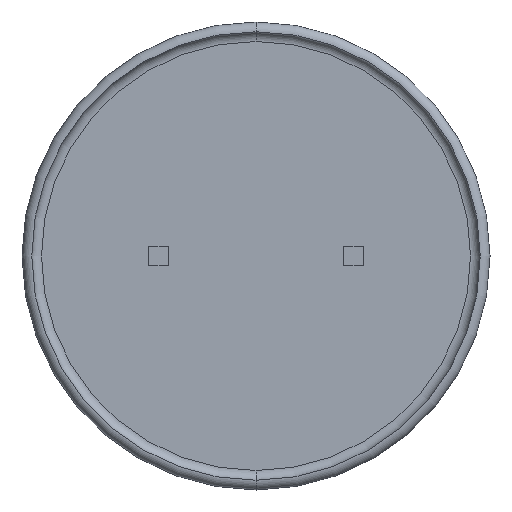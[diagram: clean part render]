
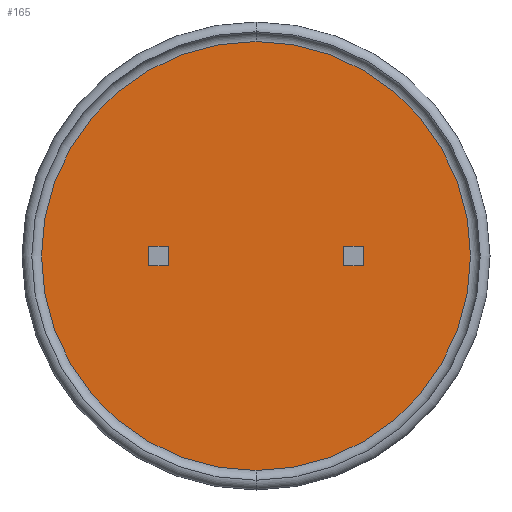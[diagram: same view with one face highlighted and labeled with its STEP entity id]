
A CAD part, front view. The second image highlights one B-rep face of the part: STEP entity #165.
In plain terms, the highlighted planar face has unit normal (0, -1, 0).
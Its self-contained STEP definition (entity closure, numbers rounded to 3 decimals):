
#32 = EDGE_LOOP ( 'NONE', ( #400, #471 ) ) ;
#34 = DIRECTION ( 'NONE',  ( 0., 0., -1. ) ) ;
#37 = DIRECTION ( 'NONE',  ( 0., 0., 1. ) ) ;
#58 = EDGE_CURVE ( 'NONE', #322, #314, #1047, .T. ) ;
#65 = DIRECTION ( 'NONE',  ( 0., 0., 1. ) ) ;
#87 = CARTESIAN_POINT ( 'NONE',  ( 0., -8.75, 0. ) ) ;
#98 = CARTESIAN_POINT ( 'NONE',  ( 2.25, -8.75, -0.25 ) ) ;
#106 = CARTESIAN_POINT ( 'NONE',  ( -2.75, -8.75, 0.25 ) ) ;
#113 = VECTOR ( 'NONE', #986, 1000. ) ;
#136 = CARTESIAN_POINT ( 'NONE',  ( -2.25, -8.75, 0.25 ) ) ;
#151 = EDGE_LOOP ( 'NONE', ( #751, #243, #1127, #264 ) ) ;
#165 = ADVANCED_FACE ( 'NONE', ( #173, #738, #1097 ), #634, .T. ) ;
#173 = FACE_OUTER_BOUND ( 'NONE', #32, .T. ) ;
#181 = CARTESIAN_POINT ( 'NONE',  ( 0., -8.75, 5.5 ) ) ;
#189 = ORIENTED_EDGE ( 'NONE', *, *, #430, .F. ) ;
#216 = DIRECTION ( 'NONE',  ( 0., -1., 0. ) ) ;
#220 = ORIENTED_EDGE ( 'NONE', *, *, #783, .F. ) ;
#229 = VERTEX_POINT ( 'NONE', #610 ) ;
#230 = CIRCLE ( 'NONE', #494, 5.5 ) ;
#243 = ORIENTED_EDGE ( 'NONE', *, *, #583, .F. ) ;
#264 = ORIENTED_EDGE ( 'NONE', *, *, #755, .F. ) ;
#265 = LINE ( 'NONE', #136, #960 ) ;
#291 = VERTEX_POINT ( 'NONE', #383 ) ;
#303 = CARTESIAN_POINT ( 'NONE',  ( -2.75, -8.75, 0.25 ) ) ;
#314 = VERTEX_POINT ( 'NONE', #665 ) ;
#322 = VERTEX_POINT ( 'NONE', #382 ) ;
#324 = EDGE_LOOP ( 'NONE', ( #189, #220, #1161, #601 ) ) ;
#332 = DIRECTION ( 'NONE',  ( 0., 0., -1. ) ) ;
#358 = EDGE_CURVE ( 'NONE', #314, #229, #553, .T. ) ;
#373 = DIRECTION ( 'NONE',  ( 1., 0., 0. ) ) ;
#382 = CARTESIAN_POINT ( 'NONE',  ( -2.75, -8.75, 0.25 ) ) ;
#383 = CARTESIAN_POINT ( 'NONE',  ( 2.75, -8.75, 0.25 ) ) ;
#400 = ORIENTED_EDGE ( 'NONE', *, *, #403, .T. ) ;
#402 = VECTOR ( 'NONE', #647, 1000. ) ;
#403 = EDGE_CURVE ( 'NONE', #520, #946, #855, .T. ) ;
#430 = EDGE_CURVE ( 'NONE', #503, #322, #768, .T. ) ;
#438 = VECTOR ( 'NONE', #373, 1000. ) ;
#458 = DIRECTION ( 'NONE',  ( 0., -1., 0. ) ) ;
#470 = CARTESIAN_POINT ( 'NONE',  ( 2.75, -8.75, -0.25 ) ) ;
#471 = ORIENTED_EDGE ( 'NONE', *, *, #607, .T. ) ;
#494 = AXIS2_PLACEMENT_3D ( 'NONE', #1026, #458, #34 ) ;
#503 = VERTEX_POINT ( 'NONE', #912 ) ;
#508 = VECTOR ( 'NONE', #65, 1000. ) ;
#514 = VECTOR ( 'NONE', #828, 1000. ) ;
#520 = VERTEX_POINT ( 'NONE', #1083 ) ;
#553 = LINE ( 'NONE', #1114, #438 ) ;
#557 = DIRECTION ( 'NONE',  ( -1., 0., 0. ) ) ;
#583 = EDGE_CURVE ( 'NONE', #675, #291, #927, .T. ) ;
#601 = ORIENTED_EDGE ( 'NONE', *, *, #58, .F. ) ;
#607 = EDGE_CURVE ( 'NONE', #946, #520, #230, .T. ) ;
#610 = CARTESIAN_POINT ( 'NONE',  ( -2.25, -8.75, -0.25 ) ) ;
#623 = CARTESIAN_POINT ( 'NONE',  ( 2.75, -8.75, 0.25 ) ) ;
#625 = LINE ( 'NONE', #636, #844 ) ;
#630 = VECTOR ( 'NONE', #557, 1000. ) ;
#634 = PLANE ( 'NONE',  #662 ) ;
#636 = CARTESIAN_POINT ( 'NONE',  ( 2.25, -8.75, 0.25 ) ) ;
#639 = CARTESIAN_POINT ( 'NONE',  ( 2.25, -8.75, 0.25 ) ) ;
#647 = DIRECTION ( 'NONE',  ( 1., 0., 0. ) ) ;
#662 = AXIS2_PLACEMENT_3D ( 'NONE', #87, #1080, #1169 ) ;
#665 = CARTESIAN_POINT ( 'NONE',  ( -2.75, -8.75, -0.25 ) ) ;
#675 = VERTEX_POINT ( 'NONE', #470 ) ;
#683 = VERTEX_POINT ( 'NONE', #767 ) ;
#738 = FACE_BOUND ( 'NONE', #324, .T. ) ;
#751 = ORIENTED_EDGE ( 'NONE', *, *, #1055, .F. ) ;
#755 = EDGE_CURVE ( 'NONE', #683, #770, #625, .T. ) ;
#758 = DIRECTION ( 'NONE',  ( 0., 0., -1. ) ) ;
#767 = CARTESIAN_POINT ( 'NONE',  ( 2.25, -8.75, 0.25 ) ) ;
#768 = LINE ( 'NONE', #303, #514 ) ;
#770 = VERTEX_POINT ( 'NONE', #890 ) ;
#783 = EDGE_CURVE ( 'NONE', #229, #503, #265, .T. ) ;
#828 = DIRECTION ( 'NONE',  ( -1., 0., 0. ) ) ;
#844 = VECTOR ( 'NONE', #332, 1000. ) ;
#855 = CIRCLE ( 'NONE', #1118, 5.5 ) ;
#862 = CARTESIAN_POINT ( 'NONE',  ( 0., -8.75, 0. ) ) ;
#890 = CARTESIAN_POINT ( 'NONE',  ( 2.25, -8.75, -0.25 ) ) ;
#912 = CARTESIAN_POINT ( 'NONE',  ( -2.25, -8.75, 0.25 ) ) ;
#927 = LINE ( 'NONE', #623, #508 ) ;
#946 = VERTEX_POINT ( 'NONE', #181 ) ;
#960 = VECTOR ( 'NONE', #37, 1000. ) ;
#986 = DIRECTION ( 'NONE',  ( 0., 0., -1. ) ) ;
#1000 = EDGE_CURVE ( 'NONE', #770, #675, #1143, .T. ) ;
#1026 = CARTESIAN_POINT ( 'NONE',  ( 0., -8.75, 0. ) ) ;
#1047 = LINE ( 'NONE', #106, #113 ) ;
#1055 = EDGE_CURVE ( 'NONE', #291, #683, #1122, .T. ) ;
#1080 = DIRECTION ( 'NONE',  ( 0., -1., 0. ) ) ;
#1083 = CARTESIAN_POINT ( 'NONE',  ( 0., -8.75, -5.5 ) ) ;
#1097 = FACE_BOUND ( 'NONE', #151, .T. ) ;
#1114 = CARTESIAN_POINT ( 'NONE',  ( -2.75, -8.75, -0.25 ) ) ;
#1118 = AXIS2_PLACEMENT_3D ( 'NONE', #862, #216, #758 ) ;
#1122 = LINE ( 'NONE', #639, #630 ) ;
#1127 = ORIENTED_EDGE ( 'NONE', *, *, #1000, .F. ) ;
#1143 = LINE ( 'NONE', #98, #402 ) ;
#1161 = ORIENTED_EDGE ( 'NONE', *, *, #358, .F. ) ;
#1169 = DIRECTION ( 'NONE',  ( 0., 0., -1. ) ) ;
